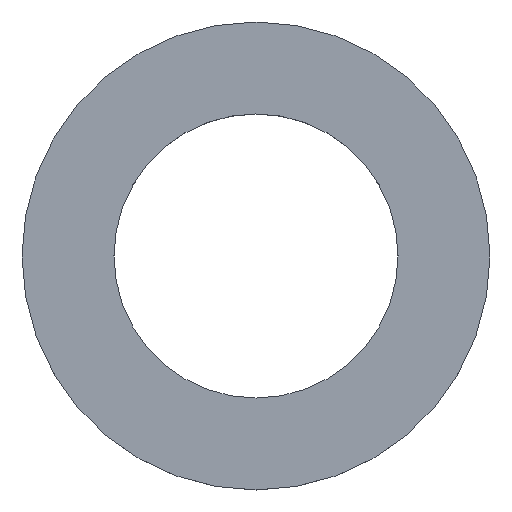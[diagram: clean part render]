
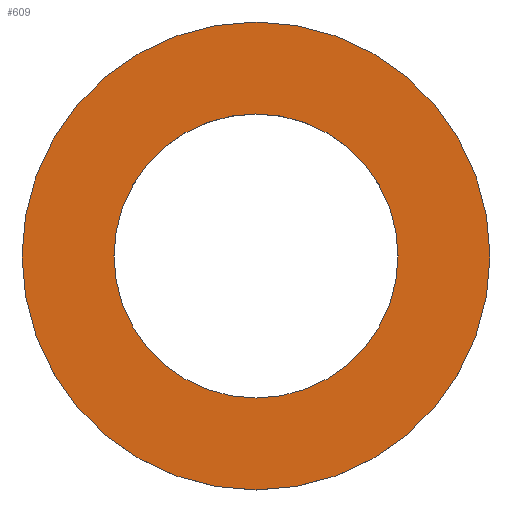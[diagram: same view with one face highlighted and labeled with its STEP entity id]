
A CAD part, top view. The second image highlights one B-rep face of the part: STEP entity #609.
In plain terms, the highlighted planar face has unit normal (0, 0, 1).
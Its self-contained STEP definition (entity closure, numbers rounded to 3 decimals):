
#37=CIRCLE('',#644,28.);
#56=CIRCLE('',#688,17.);
#201=ORIENTED_EDGE('',*,*,#236,.T.);
#202=ORIENTED_EDGE('',*,*,#292,.F.);
#236=EDGE_CURVE('',#309,#309,#37,.F.);
#292=EDGE_CURVE('',#349,#349,#56,.F.);
#309=VERTEX_POINT('',#910);
#349=VERTEX_POINT('',#1043);
#495=EDGE_LOOP('',(#201));
#496=EDGE_LOOP('',(#202));
#546=FACE_BOUND('',#495,.T.);
#547=FACE_BOUND('',#496,.T.);
#572=PLANE('',#689);
#609=ADVANCED_FACE('',(#546,#547),#572,.F.);
#644=AXIS2_PLACEMENT_3D('',#909,#731,#732);
#688=AXIS2_PLACEMENT_3D('',#1042,#854,#855);
#689=AXIS2_PLACEMENT_3D('',#1044,#856,#857);
#731=DIRECTION('',(0.,0.,-1.));
#732=DIRECTION('',(-1.,0.,0.));
#854=DIRECTION('',(0.,0.,-1.));
#855=DIRECTION('',(-1.,0.,0.));
#856=DIRECTION('',(0.,0.,-1.));
#857=DIRECTION('',(-1.,0.,0.));
#909=CARTESIAN_POINT('',(0.,0.,0.));
#910=CARTESIAN_POINT('',(-28.,0.,0.));
#1042=CARTESIAN_POINT('',(0.,0.,0.));
#1043=CARTESIAN_POINT('',(-17.,0.,0.));
#1044=CARTESIAN_POINT('',(0.,0.,0.));
